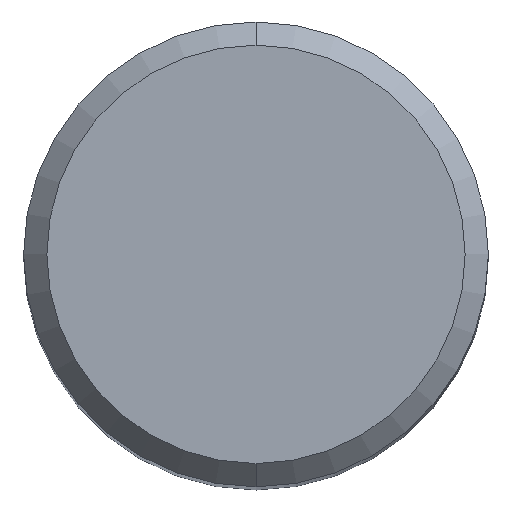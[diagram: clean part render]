
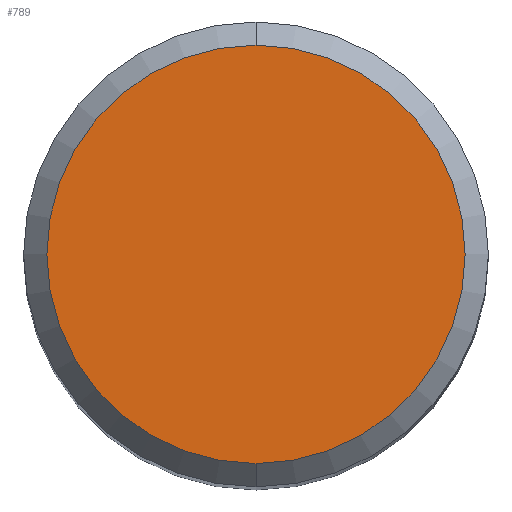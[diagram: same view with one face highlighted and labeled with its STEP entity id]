
A CAD part, top view. The second image highlights one B-rep face of the part: STEP entity #789.
In plain terms, the highlighted planar face has unit normal (0, 0, 1).
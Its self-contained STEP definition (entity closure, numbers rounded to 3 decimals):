
#319=EDGE_CURVE('',#681,#441,#892,.T.);
#441=VERTEX_POINT('',#1030);
#681=VERTEX_POINT('',#1288);
#693=EDGE_CURVE('',#441,#681,#1300,.T.);
#789=ADVANCED_FACE('',(#1401),#1402,.T.);
#892=CIRCLE('',#1509,7.2);
#1030=CARTESIAN_POINT('',(0.,-7.2,0.0));
#1288=CARTESIAN_POINT('',(0.0,7.2,0.0));
#1300=CIRCLE('',#5010,7.2);
#1401=FACE_OUTER_BOUND('',#6193,.T.);
#1402=PLANE('',#6194);
#1509=AXIS2_PLACEMENT_3D('',#6501,#6502,#6503);
#5010=AXIS2_PLACEMENT_3D('',#6942,#6943,#6944);
#6193=EDGE_LOOP('',(#7011,#7012));
#6194=AXIS2_PLACEMENT_3D('',#7013,#7014,#7015);
#6501=CARTESIAN_POINT('',(0.0,0.0,0.0));
#6502=DIRECTION('',(0.0,0.0,-1.0));
#6503=DIRECTION('',(0.0,1.0,0.0));
#6942=CARTESIAN_POINT('',(0.0,0.0,0.0));
#6943=DIRECTION('',(0.0,0.0,-1.0));
#6944=DIRECTION('',(0.0,1.0,0.0));
#7011=ORIENTED_EDGE('',*,*,#319,.F.);
#7012=ORIENTED_EDGE('',*,*,#693,.F.);
#7013=CARTESIAN_POINT('',(0.0,3.6,0.0));
#7014=DIRECTION('',(-0.0,0.0,1.0));
#7015=DIRECTION('',(0.0,-1.0,0.0));
